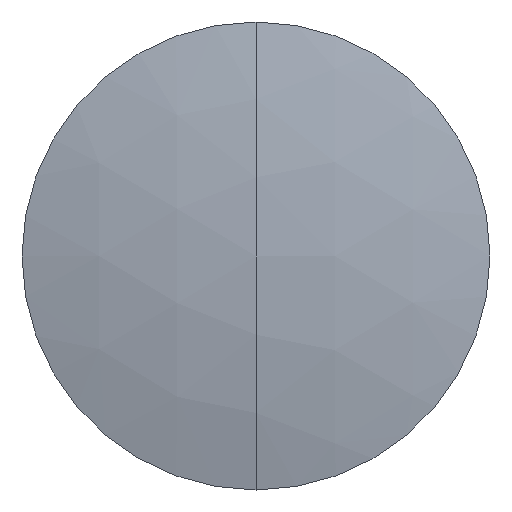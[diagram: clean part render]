
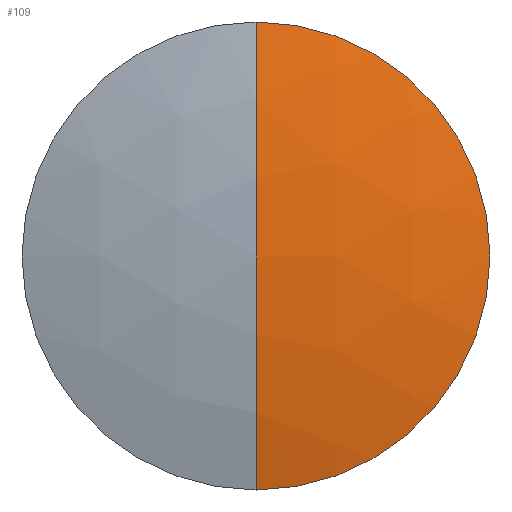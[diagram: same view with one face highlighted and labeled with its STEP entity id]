
A CAD part, left-side view. The second image highlights one B-rep face of the part: STEP entity #109.
In plain terms, the highlighted spherical face has radius 52.48 mm.
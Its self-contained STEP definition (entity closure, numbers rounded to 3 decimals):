
#12 = VERTEX_POINT ( 'NONE', #261 ) ;
#30 = AXIS2_PLACEMENT_3D ( 'NONE', #244, #264, #278 ) ;
#33 = CARTESIAN_POINT ( 'NONE',  ( 60.932, 0., -12.7 ) ) ;
#54 = SPHERICAL_SURFACE ( 'NONE', #342, 52.48 ) ;
#62 = DIRECTION ( 'NONE',  ( 0., 1., 0. ) ) ;
#65 = ORIENTED_EDGE ( 'NONE', *, *, #74, .F. ) ;
#74 = EDGE_CURVE ( 'NONE', #315, #12, #301, .T. ) ;
#90 = CIRCLE ( 'NONE', #30, 52.48 ) ;
#102 = DIRECTION ( 'NONE',  ( 0., 0., -1. ) ) ;
#109 = ADVANCED_FACE ( 'NONE', ( #162 ), #54, .T. ) ;
#123 = DIRECTION ( 'NONE',  ( 0., 0., 1. ) ) ;
#130 = DIRECTION ( 'NONE',  ( -1., 0., 0. ) ) ;
#162 = FACE_OUTER_BOUND ( 'NONE', #210, .T. ) ;
#167 = CARTESIAN_POINT ( 'NONE',  ( 111.852, 0., 0. ) ) ;
#172 = ORIENTED_EDGE ( 'NONE', *, *, #311, .T. ) ;
#179 = CARTESIAN_POINT ( 'NONE',  ( 60.932, 0., 0. ) ) ;
#185 = EDGE_CURVE ( 'NONE', #315, #258, #246, .T. ) ;
#210 = EDGE_LOOP ( 'NONE', ( #305, #172, #65 ) ) ;
#232 = DIRECTION ( 'NONE',  ( 0., 0., 1. ) ) ;
#244 = CARTESIAN_POINT ( 'NONE',  ( 111.852, 0., 0. ) ) ;
#246 = CIRCLE ( 'NONE', #302, 12.7 ) ;
#258 = VERTEX_POINT ( 'NONE', #322 ) ;
#261 = CARTESIAN_POINT ( 'NONE',  ( 59.372, 0., 0. ) ) ;
#264 = DIRECTION ( 'NONE',  ( 0., -1., 0. ) ) ;
#271 = AXIS2_PLACEMENT_3D ( 'NONE', #277, #62, #123 ) ;
#277 = CARTESIAN_POINT ( 'NONE',  ( 111.852, 0., 0. ) ) ;
#278 = DIRECTION ( 'NONE',  ( 0., 0., -1. ) ) ;
#301 = CIRCLE ( 'NONE', #271, 52.48 ) ;
#302 = AXIS2_PLACEMENT_3D ( 'NONE', #179, #130, #232 ) ;
#305 = ORIENTED_EDGE ( 'NONE', *, *, #185, .T. ) ;
#311 = EDGE_CURVE ( 'NONE', #258, #12, #90, .T. ) ;
#315 = VERTEX_POINT ( 'NONE', #33 ) ;
#322 = CARTESIAN_POINT ( 'NONE',  ( 60.932, 0., 12.7 ) ) ;
#330 = DIRECTION ( 'NONE',  ( 0., -1., 0. ) ) ;
#342 = AXIS2_PLACEMENT_3D ( 'NONE', #167, #330, #102 ) ;
